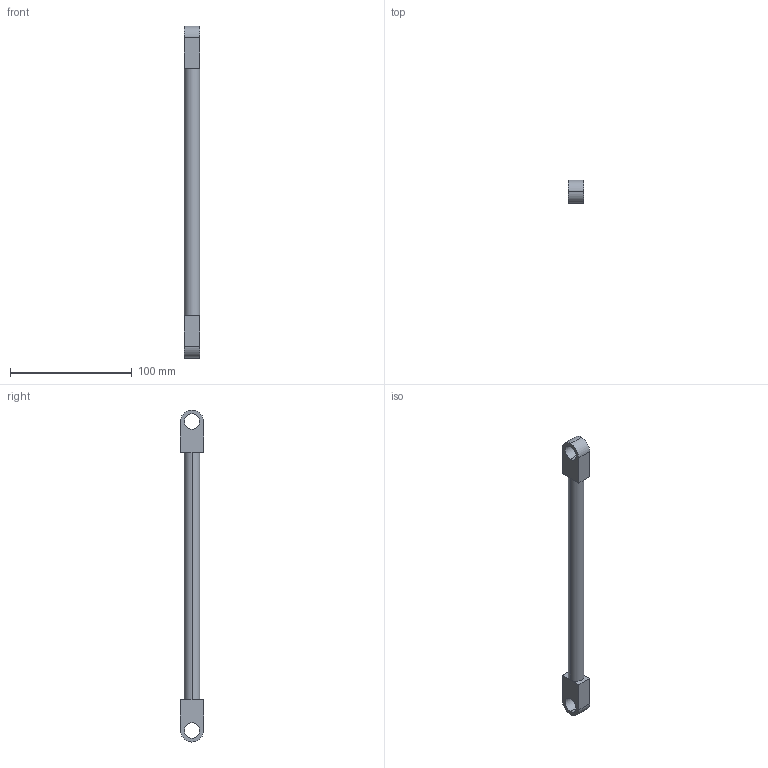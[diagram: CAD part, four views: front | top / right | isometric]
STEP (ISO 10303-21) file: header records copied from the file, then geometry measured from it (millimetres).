
FILE_DESCRIPTION (( 'STEP AP203' ), '1' );
FILE_NAME ('steering link 2_Default_sldprt.STEP', '2022-10-03T14:25:44', ( '' ), ( '' ), 'SwSTEP 2.0', 'SolidWorks 2021', '' );
FILE_SCHEMA (( 'CONFIG_CONTROL_DESIGN' ));
Length unit declared in the file: inch
Products named in the file (1): steering link 2_Default_sldprt
Bounding box: 12.7 x 19.05 x 273.05 mm (x, y, z)
Volume: 38433.2 mm3; surface area: 13400.5 mm2
Topology: 1 solids, 1 shells, 21 faces, 49 edges, 30 vertices
Faces by surface type: plane 12, cylinder 9
Entity records: 684 total; most frequent: DIRECTION 111, CARTESIAN_POINT 101, ORIENTED_EDGE 98, EDGE_CURVE 49, AXIS2_PLACEMENT_3D 40, VECTOR 31, LINE 31, VERTEX_POINT 30
